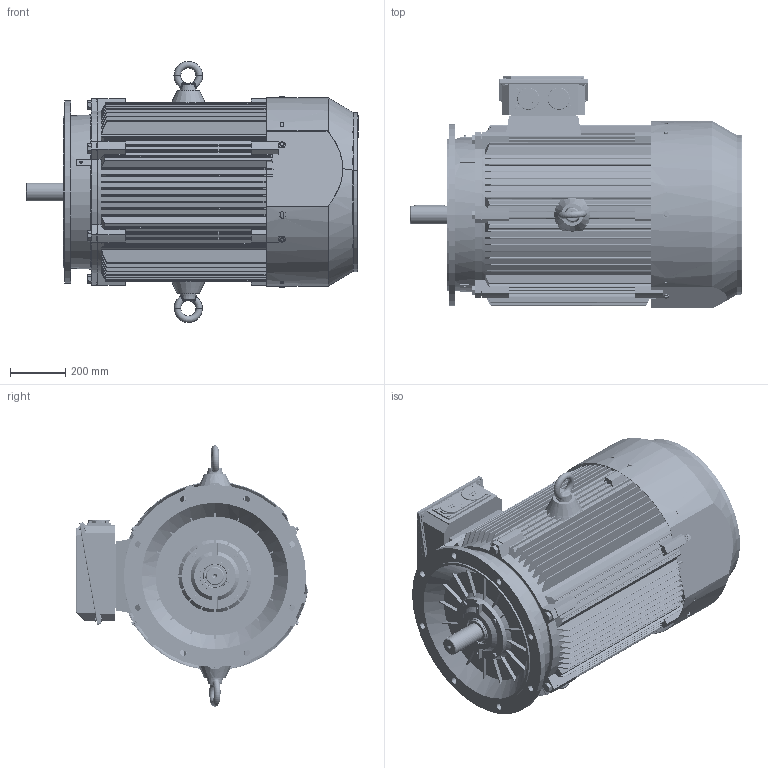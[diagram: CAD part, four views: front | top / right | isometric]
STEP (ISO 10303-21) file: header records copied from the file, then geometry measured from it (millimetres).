
FILE_DESCRIPTION (( 'STEP AP203' ), '1' );
FILE_NAME ('TC 315S-2 B5 外形图（BUSCK）.STEP', '2019-03-12T02:14:49', ( 'abc' ), ( '' ), 'SwSTEP 2.0', 'SolidWorks 2008', '' );
FILE_SCHEMA (( 'CONFIG_CONTROL_DESIGN' ));
Length unit declared in the file: millimetre
Products named in the file (25): 铜油嘴_默认; ｷ釁ﾖﾂﾝｶ､ｼﾓｵ貳ｬ_ﾄｬﾈﾏ; TE315-2端盖_默认; TE315-2轴承内盖_默认; M10-90_默认; TC 315接线盒（BUSCK)_默认; TC 315-TFC440T-座 _默认; M8X20_默认; M63螺塞_默认; TC 315S-2 B5 外形图（BUSCK）; TC 315-4风叶_默认; 吊环M30_默认; 扣塞_默认; M20-70_默认; TC 315铭牌_默认; TC 315S-2 轴_默认; 油封110-85-12_默认; TE315-2轴承外盖_默认; TE315-2风罩0_默认; TE315-2端盖B5_默认; TC 315S 机座 B5_默认; NEMA 440接线盒座、盖垫_默认; TFC440T-盖(BUSCK)_默认; 315螺套板_默认; M8-20_默认
Assembly tree (46 placements, depth 3):
  TC 315S-2 B5 外形图（BUSCK）
    TC 315-4风叶_默认
    M20-70_默认  x6
    M10-90_默认  x4
    ｷ釁ﾖﾂﾝｶ､ｼﾓｵ貳ｬ_ﾄｬﾈﾏ  x6
    TC 315S-2 轴_默认
    TE315-2轴承外盖_默认  x2
    TE315-2轴承内盖_默认
    TC 315铭牌_默认
    吊环M30_默认  x2
    铜油嘴_默认
    TC 315S 机座 B5_默认
    TE315-2端盖B5_默认
    油封110-85-12_默认
    TC 315接线盒（BUSCK)_默认
      M8X20_默认  x4
      M8-20_默认  x4
      M63螺塞_默认  x2
      NEMA 440接线盒座、盖垫_默认
      TFC440T-盖(BUSCK)_默认
      315螺套板_默认
      TC 315-TFC440T-座 _默认
    扣塞_默认
    TE315-2端盖_默认
    TE315-2风罩0_默认
Bounding box: 1202 x 839.89 x 946 mm (x, y, z)
Volume: 53244047.8 mm3; surface area: 11190957.8 mm2
Topology: 46 solids, 46 shells, 7938 faces, 22508 edges, 14820 vertices
Faces by surface type: plane 4022, cylinder 3148, cone 447, torus 196, bspline 117, sphere 8
Entity records: 261165 total; most frequent: CARTESIAN_POINT 60387, ORIENTED_EDGE 42220, DIRECTION 40590, EDGE_CURVE 21110, AXIS2_PLACEMENT_3D 14002, VERTEX_POINT 13943, VECTOR 12586, LINE 12586
